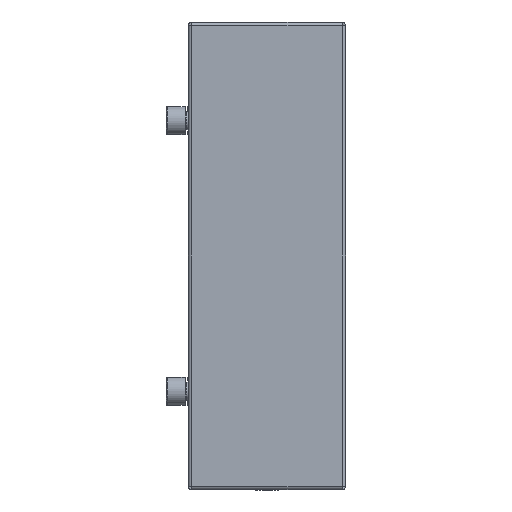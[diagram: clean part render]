
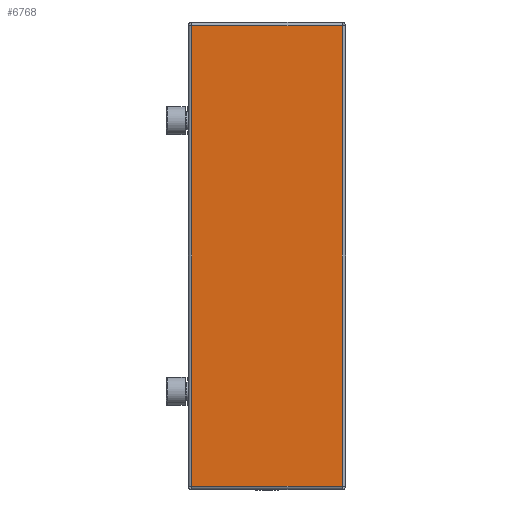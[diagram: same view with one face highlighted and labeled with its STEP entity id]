
A CAD part, left-side view. The second image highlights one B-rep face of the part: STEP entity #6768.
In plain terms, the highlighted face is planar.
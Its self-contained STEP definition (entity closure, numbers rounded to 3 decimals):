
#1381 = DIRECTION ( 'NONE',  ( 1., 0., 0. ) ) ;
#1382 = DIRECTION ( 'NONE',  ( 0., 0., 1. ) ) ;
#1384 = PLANE ( 'NONE',  #18520 ) ;
#1385 = FACE_OUTER_BOUND ( 'NONE', #16765, .T. ) ;
#1393 = CARTESIAN_POINT ( 'NONE',  ( -148., -48.5, 2. ) ) ;
#3569 = ORIENTED_EDGE ( 'NONE', *, *, #20304, .T. ) ;
#3570 = ORIENTED_EDGE ( 'NONE', *, *, #20305, .T. ) ;
#3572 = ORIENTED_EDGE ( 'NONE', *, *, #20306, .T. ) ;
#3573 = ORIENTED_EDGE ( 'NONE', *, *, #20307, .T. ) ;
#6768 = ADVANCED_FACE ( 'NONE', ( #1385 ), #1384, .T. ) ;
#9996 = CARTESIAN_POINT ( 'NONE',  ( -147.9, 48.4, 2. ) ) ;
#10024 = CARTESIAN_POINT ( 'NONE',  ( -147.9, -48.4, 2. ) ) ;
#10027 = CARTESIAN_POINT ( 'NONE',  ( 147.9, -48.4, 2. ) ) ;
#10028 = CARTESIAN_POINT ( 'NONE',  ( 147.9, 48.4, 2. ) ) ;
#10472 = LINE ( 'NONE', #10503, #18595 ) ;
#10500 = LINE ( 'NONE', #10501, #19527 ) ;
#10501 = CARTESIAN_POINT ( 'NONE',  ( -147.9, 48.5, 2. ) ) ;
#10502 = DIRECTION ( 'NONE',  ( 0., -1., 0. ) ) ;
#10503 = CARTESIAN_POINT ( 'NONE',  ( -147.9, -48.4, 2. ) ) ;
#10504 = DIRECTION ( 'NONE',  ( 1., 0., 0. ) ) ;
#10505 = LINE ( 'NONE', #10506, #18229 ) ;
#10506 = CARTESIAN_POINT ( 'NONE',  ( 147.9, -48.5, 2. ) ) ;
#10507 = DIRECTION ( 'NONE',  ( 0., 1., 0. ) ) ;
#10508 = LINE ( 'NONE', #10509, #19283 ) ;
#10509 = CARTESIAN_POINT ( 'NONE',  ( 147.9, 48.4, 2. ) ) ;
#10510 = DIRECTION ( 'NONE',  ( -1., 0., 0. ) ) ;
#15862 = VERTEX_POINT ( 'NONE', #9996 ) ;
#15890 = VERTEX_POINT ( 'NONE', #10024 ) ;
#15893 = VERTEX_POINT ( 'NONE', #10027 ) ;
#15894 = VERTEX_POINT ( 'NONE', #10028 ) ;
#16765 = EDGE_LOOP ( 'NONE', ( #3569, #3570, #3572, #3573 ) ) ;
#18229 = VECTOR ( 'NONE', #10507, 1000. ) ;
#18520 = AXIS2_PLACEMENT_3D ( 'NONE', #1393, #1382, #1381 ) ;
#18595 = VECTOR ( 'NONE', #10504, 1000. ) ;
#19283 = VECTOR ( 'NONE', #10510, 1000. ) ;
#19527 = VECTOR ( 'NONE', #10502, 1000. ) ;
#20304 = EDGE_CURVE ( 'NONE', #15862, #15890, #10500, .T. ) ;
#20305 = EDGE_CURVE ( 'NONE', #15890, #15893, #10472, .T. ) ;
#20306 = EDGE_CURVE ( 'NONE', #15893, #15894, #10505, .T. ) ;
#20307 = EDGE_CURVE ( 'NONE', #15894, #15862, #10508, .T. ) ;
